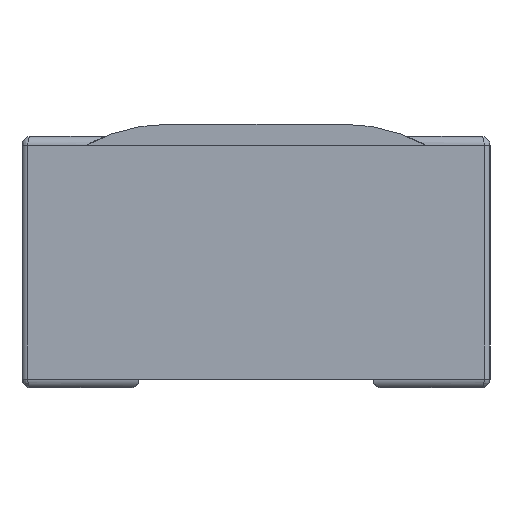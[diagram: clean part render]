
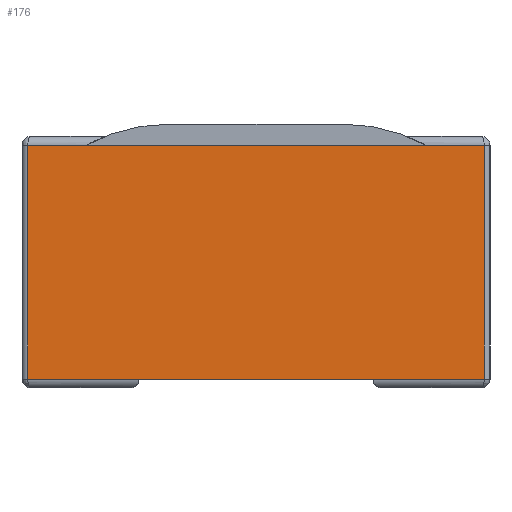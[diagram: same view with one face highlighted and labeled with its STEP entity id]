
A CAD part, left-side view. The second image highlights one B-rep face of the part: STEP entity #176.
In plain terms, the highlighted planar face has unit normal (-1, 0, 0).
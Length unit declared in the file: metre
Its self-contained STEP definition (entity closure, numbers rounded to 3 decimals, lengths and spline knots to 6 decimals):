
#176=ADVANCED_FACE('0:37',(#334),#335,.T.);
#334=FACE_OUTER_BOUND('',#508,.T.);
#335=PLANE('',#509);
#508=EDGE_LOOP('',(#910,#911,#912,#913));
#509=AXIS2_PLACEMENT_3D('',#914,#915,#916);
#910=ORIENTED_EDGE('',*,*,#1299,.T.);
#911=ORIENTED_EDGE('',*,*,#1300,.T.);
#912=ORIENTED_EDGE('',*,*,#1301,.F.);
#913=ORIENTED_EDGE('',*,*,#1302,.T.);
#914=CARTESIAN_POINT('',(-0.00079,0.0,0.0));
#915=DIRECTION('',(-1.0,0.0,0.0));
#916=DIRECTION('',(0.0,0.0,1.0));
#1299=EDGE_CURVE('0:55',#1455,#1456,#1457,.T.);
#1300=EDGE_CURVE('0:58',#1456,#1458,#1459,.T.);
#1301=EDGE_CURVE('0:61',#1460,#1458,#1461,.T.);
#1302=EDGE_CURVE('0:64',#1460,#1455,#1462,.T.);
#1455=VERTEX_POINT('',#1667);
#1456=VERTEX_POINT('',#1668);
#1457=LINE('',#1669,#1670);
#1458=VERTEX_POINT('',#1671);
#1459=LINE('',#1672,#1673);
#1460=VERTEX_POINT('',#1674);
#1461=LINE('',#1675,#1676);
#1462=LINE('',#1677,#1678);
#1667=CARTESIAN_POINT('',(-0.00079,-0.00039,0.0));
#1668=CARTESIAN_POINT('',(-0.00079,-0.00039,0.0004));
#1669=CARTESIAN_POINT('',(-0.00079,-0.00039,0.0));
#1670=VECTOR('',#1992,1.0);
#1671=CARTESIAN_POINT('',(-0.00079,0.00039,0.0004));
#1672=CARTESIAN_POINT('',(-0.00079,0.0,0.0004));
#1673=VECTOR('',#1993,1.0);
#1674=CARTESIAN_POINT('',(-0.00079,0.00039,0.0));
#1675=CARTESIAN_POINT('',(-0.00079,0.00039,0.0));
#1676=VECTOR('',#1994,1.0);
#1677=CARTESIAN_POINT('',(-0.00079,0.0,0.0));
#1678=VECTOR('',#1995,1.0);
#1992=DIRECTION('',(0.0,0.0,1.0));
#1993=DIRECTION('',(0.0,1.0,0.0));
#1994=DIRECTION('',(0.0,0.0,1.0));
#1995=DIRECTION('',(0.0,-1.0,0.0));
